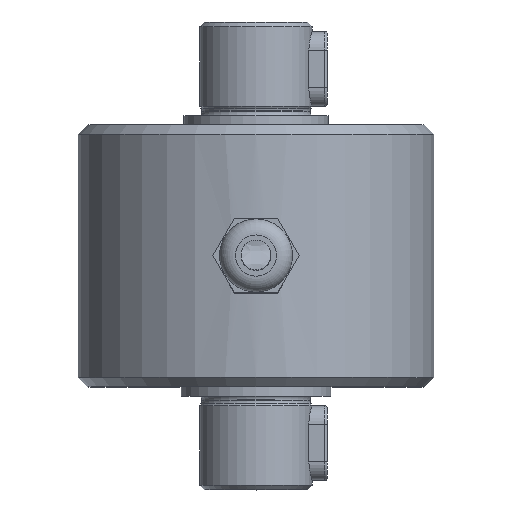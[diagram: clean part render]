
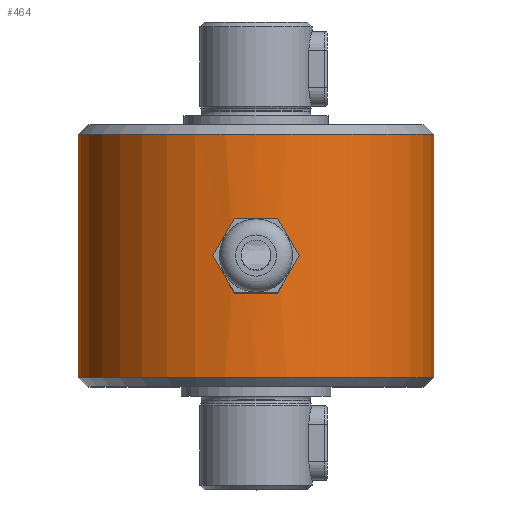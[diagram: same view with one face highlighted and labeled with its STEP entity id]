
A CAD part, top view. The second image highlights one B-rep face of the part: STEP entity #464.
In plain terms, the highlighted cylindrical face has radius 19 mm (diameter 38 mm), a full revolution.
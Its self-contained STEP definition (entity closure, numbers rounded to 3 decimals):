
#464 = ADVANCED_FACE( '', ( #894, #895, #896 ), #897, .T. );
#894 = FACE_OUTER_BOUND( '', #1310, .T. );
#895 = FACE_OUTER_BOUND( '', #1311, .T. );
#896 = FACE_BOUND( '', #1312, .T. );
#897 = CYLINDRICAL_SURFACE( '', #1313, 19. );
#1310 = EDGE_LOOP( '', ( #2064 ) );
#1311 = EDGE_LOOP( '', ( #2065 ) );
#1312 = EDGE_LOOP( '', ( #2066 ) );
#1313 = AXIS2_PLACEMENT_3D( '', #2067, #2068, #2069 );
#2064 = ORIENTED_EDGE( '', *, *, #2238, .T. );
#2065 = ORIENTED_EDGE( '', *, *, #2334, .T. );
#2066 = ORIENTED_EDGE( '', *, *, #2467, .F. );
#2067 = CARTESIAN_POINT( '', ( -60., 0., 0. ) );
#2068 = DIRECTION( '', ( 1., 0., 0. ) );
#2069 = DIRECTION( '', ( 0., 0., 1. ) );
#2238 = EDGE_CURVE( '', #2560, #2560, #2561, .F. );
#2334 = EDGE_CURVE( '', #2713, #2713, #2714, .F. );
#2467 = EDGE_CURVE( '', #2887, #2887, #2888, .T. );
#2560 = VERTEX_POINT( '', #3053 );
#2561 = CIRCLE( '', #3054, 19. );
#2713 = VERTEX_POINT( '', #3293 );
#2714 = CIRCLE( '', #3294, 19. );
#2887 = VERTEX_POINT( '', #3613 );
#2888 = B_SPLINE_CURVE_WITH_KNOTS( '', 3, ( #3614, #3615, #3616, #3617, #3618, #3619, #3620, #3621, #3622, #3623, #3624, #3625, #3626, #3627, #3628, #3629, #3630, #3631, #3632, #3633, #3634, #3635, #3636, #3637, #3638, #3639, #3640, #3641, #3642, #3643, #3644, #3645, #3646, #3647, #3648, #3649, #3650, #3651, #3652, #3653, #3654, #3655, #3656, #3657, #3658, #3659, #3660, #3661, #3662, #3663, #3664, #3665, #3666, #3667, #3668, #3669, #3670, #3671, #3672, #3673, #3674, #3675 ), .UNSPECIFIED., .T., .F., ( 2, 2, 2, 2, 2, 2, 2, 2, 2, 2, 2, 2, 2, 2, 2, 2, 2, 2, 2, 2, 2, 2, 2, 2, 2, 2, 2, 2, 2, 2, 2, 2, 2 ), ( -0.001, 0., 0., 0.001, 0.001, 0.002, 0.002, 0.003, 0.003, 0.004, 0.004, 0.005, 0.005, 0.006, 0.006, 0.007, 0.007, 0.008, 0.008, 0.009, 0.009, 0.01, 0.01, 0.011, 0.011, 0.012, 0.012, 0.013, 0.013, 0.013, 0.014, 0.015, 0.016 ), .UNSPECIFIED. );
#3053 = CARTESIAN_POINT( '', ( 1., 0., 19. ) );
#3054 = AXIS2_PLACEMENT_3D( '', #3756, #3757, #3758 );
#3293 = CARTESIAN_POINT( '', ( 27., 0., -19. ) );
#3294 = AXIS2_PLACEMENT_3D( '', #3901, #3902, #3903 );
#3613 = CARTESIAN_POINT( '', ( 16.459, 0., 19. ) );
#3614 = CARTESIAN_POINT( '', ( 16.459, -0.325, 19. ) );
#3615 = CARTESIAN_POINT( '', ( 16.459, 0.163, 19. ) );
#3616 = CARTESIAN_POINT( '', ( 16.443, 0.322, 18.998 ) );
#3617 = CARTESIAN_POINT( '', ( 16.38, 0.637, 18.99 ) );
#3618 = CARTESIAN_POINT( '', ( 16.333, 0.793, 18.984 ) );
#3619 = CARTESIAN_POINT( '', ( 16.209, 1.091, 18.969 ) );
#3620 = CARTESIAN_POINT( '', ( 16.134, 1.232, 18.96 ) );
#3621 = CARTESIAN_POINT( '', ( 15.955, 1.499, 18.941 ) );
#3622 = CARTESIAN_POINT( '', ( 15.852, 1.625, 18.931 ) );
#3623 = CARTESIAN_POINT( '', ( 15.625, 1.852, 18.91 ) );
#3624 = CARTESIAN_POINT( '', ( 15.501, 1.954, 18.9 ) );
#3625 = CARTESIAN_POINT( '', ( 15.233, 2.133, 18.88 ) );
#3626 = CARTESIAN_POINT( '', ( 15.09, 2.21, 18.871 ) );
#3627 = CARTESIAN_POINT( '', ( 14.794, 2.332, 18.856 ) );
#3628 = CARTESIAN_POINT( '', ( 14.639, 2.38, 18.85 ) );
#3629 = CARTESIAN_POINT( '', ( 14.322, 2.443, 18.842 ) );
#3630 = CARTESIAN_POINT( '', ( 14.162, 2.458, 18.84 ) );
#3631 = CARTESIAN_POINT( '', ( 13.841, 2.459, 18.84 ) );
#3632 = CARTESIAN_POINT( '', ( 13.678, 2.443, 18.842 ) );
#3633 = CARTESIAN_POINT( '', ( 13.362, 2.38, 18.85 ) );
#3634 = CARTESIAN_POINT( '', ( 13.209, 2.333, 18.856 ) );
#3635 = CARTESIAN_POINT( '', ( 12.911, 2.21, 18.871 ) );
#3636 = CARTESIAN_POINT( '', ( 12.767, 2.133, 18.88 ) );
#3637 = CARTESIAN_POINT( '', ( 12.501, 1.955, 18.899 ) );
#3638 = CARTESIAN_POINT( '', ( 12.377, 1.854, 18.91 ) );
#3639 = CARTESIAN_POINT( '', ( 12.148, 1.624, 18.931 ) );
#3640 = CARTESIAN_POINT( '', ( 12.046, 1.5, 18.941 ) );
#3641 = CARTESIAN_POINT( '', ( 11.868, 1.234, 18.96 ) );
#3642 = CARTESIAN_POINT( '', ( 11.791, 1.091, 18.969 ) );
#3643 = CARTESIAN_POINT( '', ( 11.667, 0.793, 18.984 ) );
#3644 = CARTESIAN_POINT( '', ( 11.621, 0.64, 18.99 ) );
#3645 = CARTESIAN_POINT( '', ( 11.558, 0.325, 18.998 ) );
#3646 = CARTESIAN_POINT( '', ( 11.542, 0.161, 19. ) );
#3647 = CARTESIAN_POINT( '', ( 11.541, -0.16, 19. ) );
#3648 = CARTESIAN_POINT( '', ( 11.557, -0.319, 18.998 ) );
#3649 = CARTESIAN_POINT( '', ( 11.62, -0.637, 18.99 ) );
#3650 = CARTESIAN_POINT( '', ( 11.667, -0.792, 18.984 ) );
#3651 = CARTESIAN_POINT( '', ( 11.789, -1.088, 18.969 ) );
#3652 = CARTESIAN_POINT( '', ( 11.866, -1.231, 18.961 ) );
#3653 = CARTESIAN_POINT( '', ( 12.045, -1.5, 18.941 ) );
#3654 = CARTESIAN_POINT( '', ( 12.147, -1.623, 18.931 ) );
#3655 = CARTESIAN_POINT( '', ( 12.373, -1.85, 18.91 ) );
#3656 = CARTESIAN_POINT( '', ( 12.499, -1.954, 18.899 ) );
#3657 = CARTESIAN_POINT( '', ( 12.766, -2.133, 18.88 ) );
#3658 = CARTESIAN_POINT( '', ( 12.907, -2.208, 18.871 ) );
#3659 = CARTESIAN_POINT( '', ( 13.205, -2.332, 18.856 ) );
#3660 = CARTESIAN_POINT( '', ( 13.361, -2.379, 18.85 ) );
#3661 = CARTESIAN_POINT( '', ( 13.675, -2.442, 18.842 ) );
#3662 = CARTESIAN_POINT( '', ( 13.835, -2.458, 18.84 ) );
#3663 = CARTESIAN_POINT( '', ( 14.16, -2.459, 18.84 ) );
#3664 = CARTESIAN_POINT( '', ( 14.32, -2.443, 18.842 ) );
#3665 = CARTESIAN_POINT( '', ( 14.635, -2.381, 18.85 ) );
#3666 = CARTESIAN_POINT( '', ( 14.791, -2.333, 18.856 ) );
#3667 = CARTESIAN_POINT( '', ( 15.089, -2.21, 18.871 ) );
#3668 = CARTESIAN_POINT( '', ( 15.23, -2.135, 18.88 ) );
#3669 = CARTESIAN_POINT( '', ( 15.497, -1.957, 18.899 ) );
#3670 = CARTESIAN_POINT( '', ( 15.624, -1.853, 18.91 ) );
#3671 = CARTESIAN_POINT( '', ( 15.964, -1.513, 18.941 ) );
#3672 = CARTESIAN_POINT( '', ( 16.147, -1.24, 18.962 ) );
#3673 = CARTESIAN_POINT( '', ( 16.393, -0.648, 18.991 ) );
#3674 = CARTESIAN_POINT( '', ( 16.459, -0.325, 19. ) );
#3675 = CARTESIAN_POINT( '', ( 16.459, 0.163, 19. ) );
#3756 = CARTESIAN_POINT( '', ( 1., 0., 0. ) );
#3757 = DIRECTION( '', ( -1., 0., 0. ) );
#3758 = DIRECTION( '', ( 0., 0., 1. ) );
#3901 = CARTESIAN_POINT( '', ( 27., 0., 0. ) );
#3902 = DIRECTION( '', ( 1., 0., 0. ) );
#3903 = DIRECTION( '', ( 0., 0., -1. ) );
